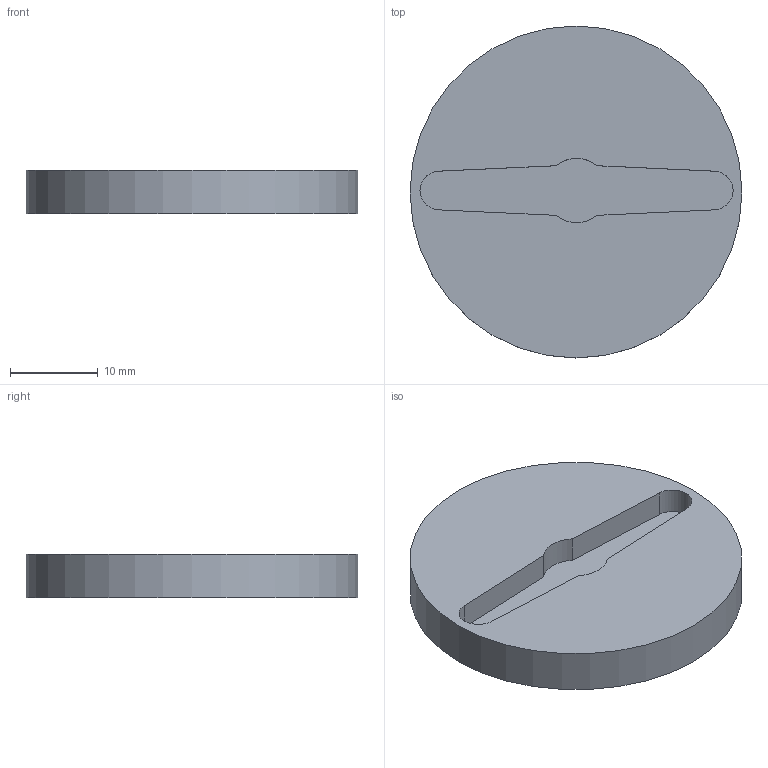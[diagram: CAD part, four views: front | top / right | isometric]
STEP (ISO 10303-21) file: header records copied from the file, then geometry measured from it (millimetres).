
FILE_DESCRIPTION(('FreeCAD Model'),'2;1');
FILE_NAME('soporte-sg90-2-arms-horn.step','2018-05-27T16:13:18',('Author'),(''), 'Open CASCADE STEP processor 7.2','FreeCAD','Unknown');
FILE_SCHEMA(('AUTOMOTIVE_DESIGN { 1 0 10303 214 1 1 1 1 }'));
Length unit declared in the file: millimetre
Products named in the file (1): soporte-sg90-2-arms-horn001
Bounding box: 37.73 x 37.73 x 5 mm (x, y, z)
Volume: 5051 mm3; surface area: 3060.5 mm2
Topology: 1 solids, 1 shells, 12 faces, 27 edges, 18 vertices
Faces by surface type: plane 7, cylinder 5
Full cylindrical faces by diameter (mm): 37.734 x1
Entity records: 777 total; most frequent: CARTESIAN_POINT 160, DIRECTION 89, ORIENTED_EDGE 54, PCURVE 54, DEFINITIONAL_REPRESENTATION 54, LINE 37, VECTOR 37, EDGE_CURVE 27
